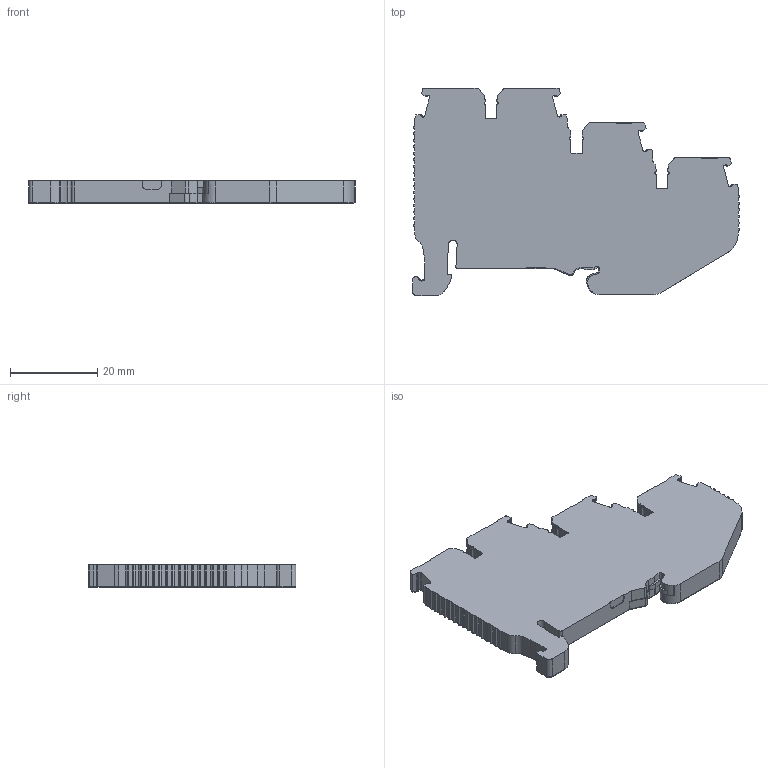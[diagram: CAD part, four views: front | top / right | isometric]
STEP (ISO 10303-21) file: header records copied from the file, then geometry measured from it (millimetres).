
FILE_DESCRIPTION (( 'STEP AP203' ), '1' );
FILE_NAME ('KN-PT25-1-1S-1SGND-25.step', '2025-04-29T14:36:28', ( '' ), ( '' ), 'SwSTEP 2.0', 'SolidWorks 2024', '' );
FILE_SCHEMA (( 'CONFIG_CONTROL_DESIGN' ));
Length unit declared in the file: inch
Products named in the file (1): KN-PT25-1-1S-1SGND-25
Bounding box: 75.1 x 47.76 x 5.15 mm (x, y, z)
Volume: 13334.8 mm3; surface area: 6951.3 mm2
Topology: 1 solids, 1 shells, 1004 faces, 2930 edges, 1928 vertices
Faces by surface type: plane 482, cylinder 451, bspline 59, cone 12
Entity records: 35118 total; most frequent: CARTESIAN_POINT 9731, ORIENTED_EDGE 5828, DIRECTION 4636, EDGE_CURVE 2914, VERTEX_POINT 1928, VECTOR 1650, LINE 1650, AXIS2_PLACEMENT_3D 1493
